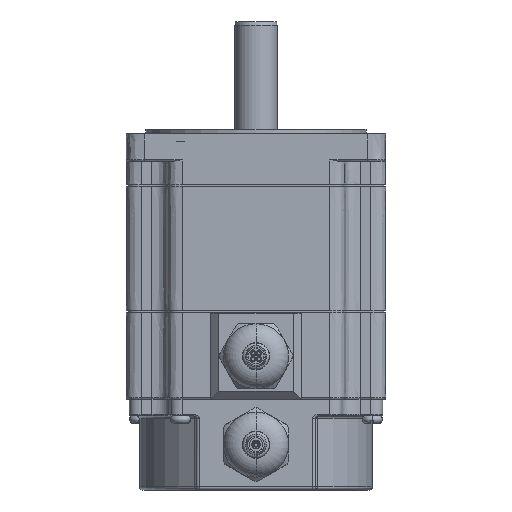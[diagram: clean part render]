
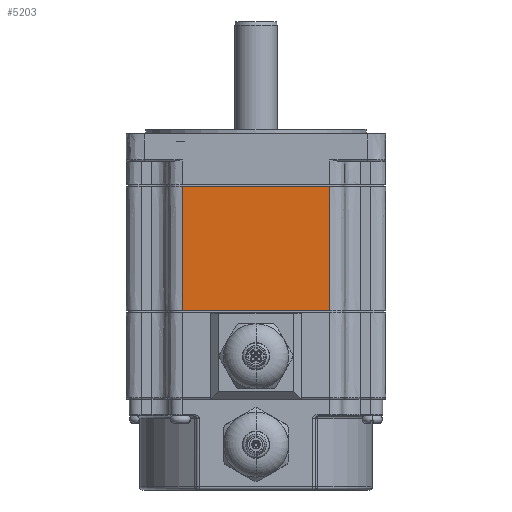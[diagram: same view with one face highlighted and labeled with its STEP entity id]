
A CAD part, front view. The second image highlights one B-rep face of the part: STEP entity #5203.
In plain terms, the highlighted planar face has unit normal (0, -1, 0).
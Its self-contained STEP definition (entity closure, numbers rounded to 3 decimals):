
#86 = B_SPLINE_CURVE_WITH_KNOTS ( 'NONE', 3,
 ( #20839, #23031, #10894, #27843 ),
 .UNSPECIFIED., .F., .F.,
 ( 4, 4 ),
 ( 0.105, 0.629 ),
 .UNSPECIFIED. ) ;
#2613 = CARTESIAN_POINT ( 'NONE',  ( -42.925, -42.925, -87.8 ) ) ;
#3559 = VERTEX_POINT ( 'NONE', #27596 ) ;
#5203 = ADVANCED_FACE ( 'NONE', ( #17932 ), #14663, .T. ) ;
#8654 = EDGE_CURVE ( 'NONE', #15937, #3559, #25821, .T. ) ;
#9133 = EDGE_CURVE ( 'NONE', #20424, #13150, #11580, .T. ) ;
#9373 = CARTESIAN_POINT ( 'NONE',  ( 0., -42.925, -17.25 ) ) ;
#9437 = CARTESIAN_POINT ( 'NONE',  ( 24.425, -42.925, -44.783 ) ) ;
#10133 = EDGE_LOOP ( 'NONE', ( #27565, #18151, #14450, #27071 ) ) ;
#10894 = CARTESIAN_POINT ( 'NONE',  ( -24.425, -42.925, -44.783 ) ) ;
#11580 = LINE ( 'NONE', #14143, #23155 ) ;
#11915 = CARTESIAN_POINT ( 'NONE',  ( 24.425, -42.925, -58.55 ) ) ;
#13150 = VERTEX_POINT ( 'NONE', #18272 ) ;
#14143 = CARTESIAN_POINT ( 'NONE',  ( 0., -42.925, -58.55 ) ) ;
#14450 = ORIENTED_EDGE ( 'NONE', *, *, #30815, .T. ) ;
#14663 = PLANE ( 'NONE',  #21718 ) ;
#15937 = VERTEX_POINT ( 'NONE', #25171 ) ;
#17932 = FACE_OUTER_BOUND ( 'NONE', #10133, .T. ) ;
#18151 = ORIENTED_EDGE ( 'NONE', *, *, #9133, .F. ) ;
#18272 = CARTESIAN_POINT ( 'NONE',  ( -24.425, -42.925, -58.55 ) ) ;
#19082 = CARTESIAN_POINT ( 'NONE',  ( 24.425, -42.925, -31.017 ) ) ;
#19397 = DIRECTION ( 'NONE',  ( 0., 0., -1. ) ) ;
#20424 = VERTEX_POINT ( 'NONE', #11915 ) ;
#20839 = CARTESIAN_POINT ( 'NONE',  ( -24.425, -42.925, -17.25 ) ) ;
#20965 = EDGE_CURVE ( 'NONE', #15937, #13150, #86, .T. ) ;
#21718 = AXIS2_PLACEMENT_3D ( 'NONE', #2613, #24395, #19397 ) ;
#23031 = CARTESIAN_POINT ( 'NONE',  ( -24.425, -42.925, -31.017 ) ) ;
#23155 = VECTOR ( 'NONE', #28573, 1000. ) ;
#24395 = DIRECTION ( 'NONE',  ( 0., -1., 0. ) ) ;
#25171 = CARTESIAN_POINT ( 'NONE',  ( -24.425, -42.925, -17.25 ) ) ;
#25821 = LINE ( 'NONE', #9373, #31095 ) ;
#25995 = CARTESIAN_POINT ( 'NONE',  ( 24.425, -42.925, -17.25 ) ) ;
#26097 = CARTESIAN_POINT ( 'NONE',  ( 24.425, -42.925, -58.55 ) ) ;
#27071 = ORIENTED_EDGE ( 'NONE', *, *, #8654, .F. ) ;
#27565 = ORIENTED_EDGE ( 'NONE', *, *, #20965, .T. ) ;
#27596 = CARTESIAN_POINT ( 'NONE',  ( 24.425, -42.925, -17.25 ) ) ;
#27843 = CARTESIAN_POINT ( 'NONE',  ( -24.425, -42.925, -58.55 ) ) ;
#28311 = DIRECTION ( 'NONE',  ( 1., 0., 0. ) ) ;
#28573 = DIRECTION ( 'NONE',  ( -1., 0., 0. ) ) ;
#30815 = EDGE_CURVE ( 'NONE', #20424, #3559, #31110, .T. ) ;
#31095 = VECTOR ( 'NONE', #28311, 1000. ) ;
#31110 = B_SPLINE_CURVE_WITH_KNOTS ( 'NONE', 3,
 ( #26097, #9437, #19082, #25995 ),
 .UNSPECIFIED., .F., .F.,
 ( 4, 4 ),
 ( 0.371, 0.895 ),
 .UNSPECIFIED. ) ;
